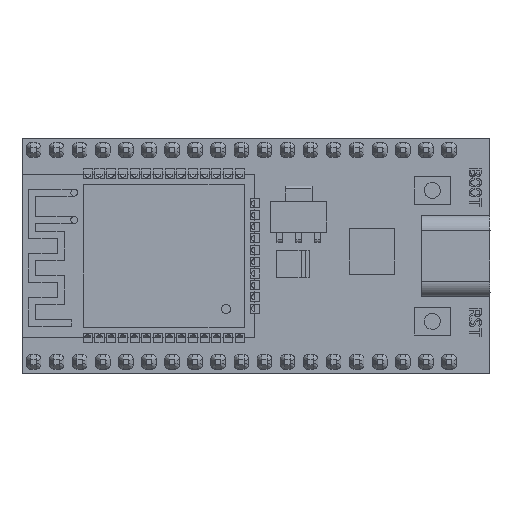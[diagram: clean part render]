
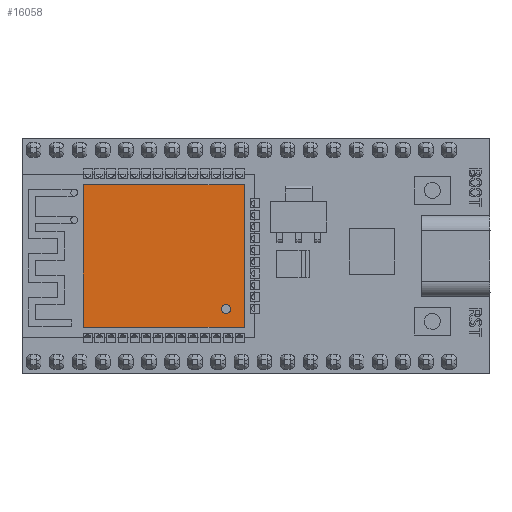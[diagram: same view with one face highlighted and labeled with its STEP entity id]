
A CAD part, top view. The second image highlights one B-rep face of the part: STEP entity #16058.
In plain terms, the highlighted planar face has unit normal (0, 0, 1).
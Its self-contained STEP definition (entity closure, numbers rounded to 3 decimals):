
#106=FACE_BOUND('',#19936,.T.);
#3657=(
BOUNDED_CURVE()
B_SPLINE_CURVE(2,(#63968,#63969,#63970,#63971,#63972,#63973,#63974,#63975,
#63976),.UNSPECIFIED.,.T.,.F.)
B_SPLINE_CURVE_WITH_KNOTS((3,2,2,2,3),(0.,0.785,1.571,
2.356,3.142),.UNSPECIFIED.)
CURVE()
GEOMETRIC_REPRESENTATION_ITEM()
RATIONAL_B_SPLINE_CURVE((1.,0.707,1.,0.707,1.,0.707,
1.,0.707,1.))
REPRESENTATION_ITEM('')
);
#16058=ADVANCED_FACE('',(#17949,#106),#39759,.T.);
#17949=FACE_OUTER_BOUND('',#19935,.T.);
#19935=EDGE_LOOP('',(#29331,#29332,#29333,#29334));
#19936=EDGE_LOOP('',(#29335));
#29331=ORIENTED_EDGE('',*,*,#34028,.T.);
#29332=ORIENTED_EDGE('',*,*,#34032,.T.);
#29333=ORIENTED_EDGE('',*,*,#34035,.T.);
#29334=ORIENTED_EDGE('',*,*,#34037,.T.);
#29335=ORIENTED_EDGE('',*,*,#34038,.F.);
#34028=EDGE_CURVE('',#38432,#38431,#35424,.T.);
#34032=EDGE_CURVE('',#38431,#38433,#35428,.T.);
#34035=EDGE_CURVE('',#38433,#38434,#35431,.T.);
#34037=EDGE_CURVE('',#38434,#38432,#35433,.T.);
#34038=EDGE_CURVE('',#38436,#38436,#3657,.T.);
#35424=B_SPLINE_CURVE_WITH_KNOTS('',1,(#63948,#63949),.UNSPECIFIED.,.F.,
 .F.,(2,2),(-66.8,-51.1),.UNSPECIFIED.);
#35428=B_SPLINE_CURVE_WITH_KNOTS('',1,(#63956,#63957),.UNSPECIFIED.,.F.,
 .F.,(2,2),(-51.1,-33.4),.UNSPECIFIED.);
#35431=B_SPLINE_CURVE_WITH_KNOTS('',1,(#63962,#63963),.UNSPECIFIED.,.F.,
 .F.,(2,2),(-33.4,-17.7),.UNSPECIFIED.);
#35433=B_SPLINE_CURVE_WITH_KNOTS('',1,(#63966,#63967),.UNSPECIFIED.,.F.,
 .F.,(2,2),(-17.7,0.),.UNSPECIFIED.);
#38431=VERTEX_POINT('',#63914);
#38432=VERTEX_POINT('',#63915);
#38433=VERTEX_POINT('',#63916);
#38434=VERTEX_POINT('',#63917);
#38436=VERTEX_POINT('',#63919);
#39759=PLANE('',#41422);
#41422=AXIS2_PLACEMENT_3D('',#63900,#43069,$);
#43069=DIRECTION('',(0.,0.,1.));
#63900=CARTESIAN_POINT('',(24.45,20.775,3.3));
#63914=CARTESIAN_POINT('',(6.75,5.075,3.3));
#63915=CARTESIAN_POINT('',(6.75,20.775,3.3));
#63916=CARTESIAN_POINT('',(24.45,5.075,3.3));
#63917=CARTESIAN_POINT('',(24.45,20.775,3.3));
#63919=CARTESIAN_POINT('',(22.95,7.075,3.3));
#63948=CARTESIAN_POINT('',(6.75,20.775,3.3));
#63949=CARTESIAN_POINT('',(6.75,5.075,3.3));
#63956=CARTESIAN_POINT('',(6.75,5.075,3.3));
#63957=CARTESIAN_POINT('',(24.45,5.075,3.3));
#63962=CARTESIAN_POINT('',(24.45,5.075,3.3));
#63963=CARTESIAN_POINT('',(24.45,20.775,3.3));
#63966=CARTESIAN_POINT('',(24.45,20.775,3.3));
#63967=CARTESIAN_POINT('',(6.75,20.775,3.3));
#63968=CARTESIAN_POINT('',(22.95,7.075,3.3));
#63969=CARTESIAN_POINT('',(22.95,7.575,3.3));
#63970=CARTESIAN_POINT('',(22.45,7.575,3.3));
#63971=CARTESIAN_POINT('',(21.95,7.575,3.3));
#63972=CARTESIAN_POINT('',(21.95,7.075,3.3));
#63973=CARTESIAN_POINT('',(21.95,6.575,3.3));
#63974=CARTESIAN_POINT('',(22.45,6.575,3.3));
#63975=CARTESIAN_POINT('',(22.95,6.575,3.3));
#63976=CARTESIAN_POINT('',(22.95,7.075,3.3));
